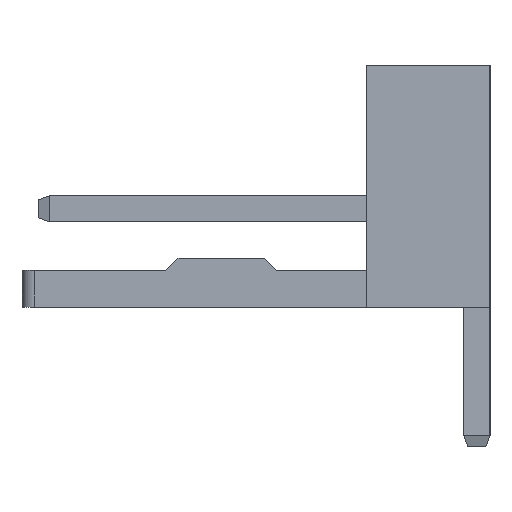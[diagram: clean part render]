
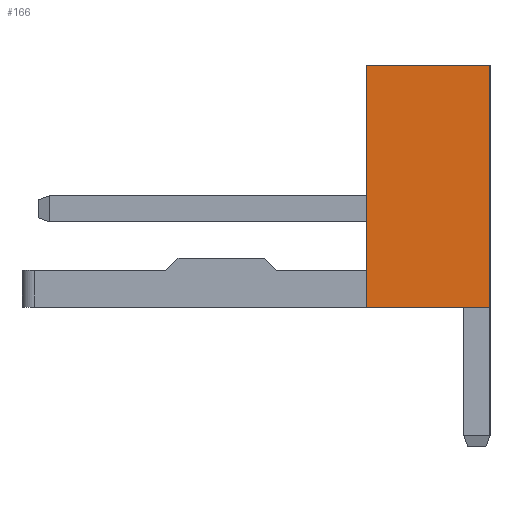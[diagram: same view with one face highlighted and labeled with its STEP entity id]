
A CAD part, left-side view. The second image highlights one B-rep face of the part: STEP entity #166.
In plain terms, the highlighted planar face has unit normal (-1, 0, 0).
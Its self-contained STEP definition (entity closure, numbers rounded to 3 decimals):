
#166=ADVANCED_FACE('',(#3358),#3360,.T.);
#3358=FACE_BOUND('',#3359,.T.);
#3359=EDGE_LOOP('',(#5952,#5953,#5954,#5955));
#3360=PLANE('',#3361);
#3361=AXIS2_PLACEMENT_3D('',#3362,#3363,#3364);
#3362=CARTESIAN_POINT('',(-1.27,-0.32,0.));
#3363=DIRECTION('',(-1.,0.,0.));
#3364=DIRECTION('',(0.,0.,1.));
#5952=ORIENTED_EDGE('',*,*,#7677,.T.);
#5953=ORIENTED_EDGE('',*,*,#7678,.T.);
#5954=ORIENTED_EDGE('',*,*,#7586,.F.);
#5955=ORIENTED_EDGE('',*,*,#7581,.F.);
#7581=EDGE_CURVE('',#8513,#8515,#8516,.T.);
#7586=EDGE_CURVE('',#8515,#8524,#8525,.T.);
#7677=EDGE_CURVE('',#8513,#8693,#8695,.T.);
#7678=EDGE_CURVE('',#8693,#8524,#8696,.T.);
#8513=VERTEX_POINT('',#10053);
#8515=VERTEX_POINT('',#10057);
#8516=LINE('',#10058,#10059);
#8524=VERTEX_POINT('',#10076);
#8525=LINE('',#10077,#10078);
#8693=VERTEX_POINT('',#10425);
#8695=LINE('',#10429,#10430);
#8696=LINE('',#10432,#10433);
#10053=CARTESIAN_POINT('',(-1.27,-0.32,0.));
#10057=CARTESIAN_POINT('',(-1.27,2.68,0.));
#10058=CARTESIAN_POINT('',(-1.27,-0.32,0.));
#10059=VECTOR('',#10060,1.);
#10060=DIRECTION('',(0.,1.,0.));
#10076=CARTESIAN_POINT('',(-1.27,2.68,5.9));
#10077=CARTESIAN_POINT('',(-1.27,2.68,0.));
#10078=VECTOR('',#10079,1.);
#10079=DIRECTION('',(0.,0.,1.));
#10425=CARTESIAN_POINT('',(-1.27,-0.32,5.9));
#10429=CARTESIAN_POINT('',(-1.27,-0.32,0.));
#10430=VECTOR('',#10431,1.);
#10431=DIRECTION('',(0.,0.,1.));
#10432=CARTESIAN_POINT('',(-1.27,-0.32,5.9));
#10433=VECTOR('',#10434,1.);
#10434=DIRECTION('',(0.,1.,0.));
